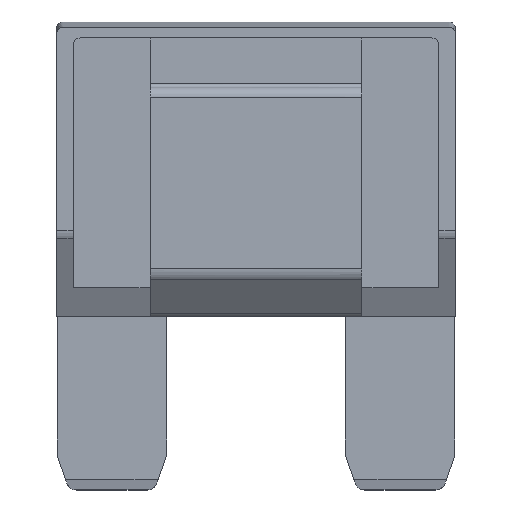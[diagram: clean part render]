
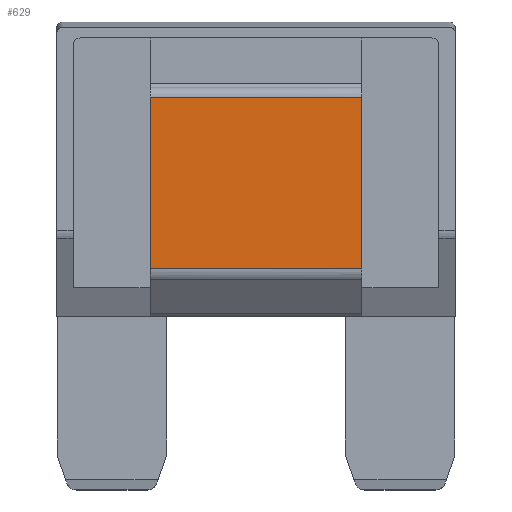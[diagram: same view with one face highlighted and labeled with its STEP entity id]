
A CAD part, top view. The second image highlights one B-rep face of the part: STEP entity #629.
In plain terms, the highlighted planar face has unit normal (0, 0, 1).
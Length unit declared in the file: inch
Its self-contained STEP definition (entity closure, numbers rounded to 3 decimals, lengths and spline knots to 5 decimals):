
#2 = ORIENTED_EDGE ( 'NONE', *, *, #2689, .F. ) ;
#188 = DIRECTION ( 'NONE',  ( 0., -1., 0. ) ) ;
#266 = CARTESIAN_POINT ( 'NONE',  ( 0.30512, 0.45546, 0.1752 ) ) ;
#312 = CARTESIAN_POINT ( 'NONE',  ( 0.10171, -0.03819, 0.1752 ) ) ;
#355 = DIRECTION ( 'NONE',  ( 0., 0., -1. ) ) ;
#462 = B_SPLINE_CURVE_WITH_KNOTS ( 'NONE', 3,
 ( #2051, #2776, #312, #1027 ),
 .UNSPECIFIED., .F., .F.,
 ( 4, 4 ),
 ( 0., 0.0155 ),
 .UNSPECIFIED. ) ;
#499 = ORIENTED_EDGE ( 'NONE', *, *, #787, .T. ) ;
#508 = CARTESIAN_POINT ( 'NONE',  ( -0.10171, 0.45546, 0.1752 ) ) ;
#629 = ADVANCED_FACE ( 'NONE', ( #1470 ), #1093, .F. ) ;
#787 = EDGE_CURVE ( 'NONE', #1661, #2853, #2961, .T. ) ;
#962 = VECTOR ( 'NONE', #188, 39.37008 ) ;
#1006 = EDGE_CURVE ( 'NONE', #2853, #2348, #462, .T. ) ;
#1027 = CARTESIAN_POINT ( 'NONE',  ( 0.30512, -0.03819, 0.1752 ) ) ;
#1029 = AXIS2_PLACEMENT_3D ( 'NONE', #1863, #355, #2113 ) ;
#1093 = PLANE ( 'NONE',  #1029 ) ;
#1327 = CARTESIAN_POINT ( 'NONE',  ( 0.30512, 0.48546, 0.1752 ) ) ;
#1345 = DIRECTION ( 'NONE',  ( 0., -1., 0. ) ) ;
#1426 = CARTESIAN_POINT ( 'NONE',  ( -0.30512, 0.48546, 0.1752 ) ) ;
#1470 = FACE_OUTER_BOUND ( 'NONE', #1955, .T. ) ;
#1523 = CARTESIAN_POINT ( 'NONE',  ( -0.30512, 0.45546, 0.1752 ) ) ;
#1661 = VERTEX_POINT ( 'NONE', #1678 ) ;
#1678 = CARTESIAN_POINT ( 'NONE',  ( -0.30512, 0.45546, 0.1752 ) ) ;
#1773 = LINE ( 'NONE', #1327, #1846 ) ;
#1846 = VECTOR ( 'NONE', #1345, 39.37008 ) ;
#1863 = CARTESIAN_POINT ( 'NONE',  ( 0.30512, 0.48546, 0.1752 ) ) ;
#1955 = EDGE_LOOP ( 'NONE', ( #2, #2630, #499, #2609 ) ) ;
#2051 = CARTESIAN_POINT ( 'NONE',  ( -0.30512, -0.03819, 0.1752 ) ) ;
#2113 = DIRECTION ( 'NONE',  ( -1., 0., 0. ) ) ;
#2266 = EDGE_CURVE ( 'NONE', #3111, #1661, #3247, .T. ) ;
#2283 = CARTESIAN_POINT ( 'NONE',  ( 0.30512, -0.03819, 0.1752 ) ) ;
#2348 = VERTEX_POINT ( 'NONE', #2283 ) ;
#2382 = CARTESIAN_POINT ( 'NONE',  ( -0.30512, -0.03819, 0.1752 ) ) ;
#2609 = ORIENTED_EDGE ( 'NONE', *, *, #1006, .T. ) ;
#2630 = ORIENTED_EDGE ( 'NONE', *, *, #2266, .T. ) ;
#2689 = EDGE_CURVE ( 'NONE', #3111, #2348, #1773, .T. ) ;
#2776 = CARTESIAN_POINT ( 'NONE',  ( -0.10171, -0.03819, 0.1752 ) ) ;
#2853 = VERTEX_POINT ( 'NONE', #2382 ) ;
#2961 = LINE ( 'NONE', #1426, #962 ) ;
#2990 = CARTESIAN_POINT ( 'NONE',  ( 0.30512, 0.45546, 0.1752 ) ) ;
#3111 = VERTEX_POINT ( 'NONE', #2990 ) ;
#3247 = B_SPLINE_CURVE_WITH_KNOTS ( 'NONE', 3,
 ( #266, #3281, #508, #1523 ),
 .UNSPECIFIED., .F., .F.,
 ( 4, 4 ),
 ( 0., 0.0155 ),
 .UNSPECIFIED. ) ;
#3281 = CARTESIAN_POINT ( 'NONE',  ( 0.10171, 0.45546, 0.1752 ) ) ;
